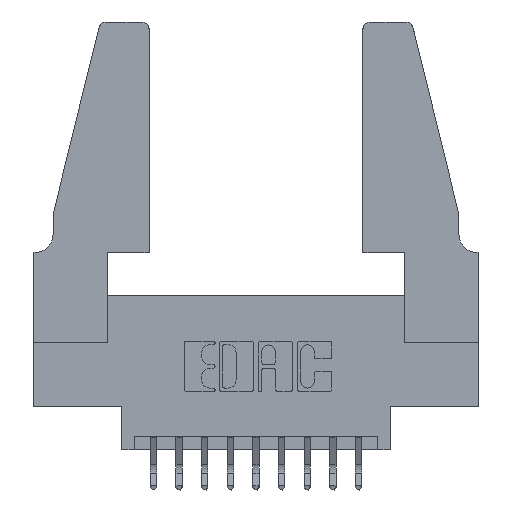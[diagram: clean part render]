
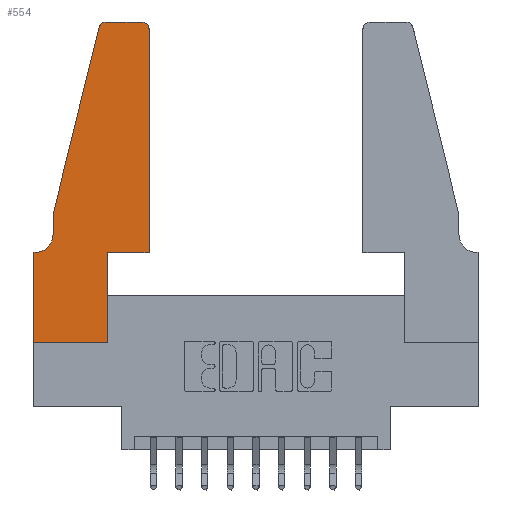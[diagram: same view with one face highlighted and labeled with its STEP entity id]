
A CAD part, top view. The second image highlights one B-rep face of the part: STEP entity #554.
In plain terms, the highlighted planar face has unit normal (0, 0, 1).
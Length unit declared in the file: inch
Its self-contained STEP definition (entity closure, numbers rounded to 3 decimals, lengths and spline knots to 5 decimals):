
#106 = EDGE_CURVE ( 'NONE', #4559, #12121, #1972, .T. ) ;
#162 = CARTESIAN_POINT ( 'NONE',  ( 0.4505, 1.22, 0.37 ) ) ;
#182 = PLANE ( 'NONE',  #3493 ) ;
#430 = DIRECTION ( 'NONE',  ( 0., -1., 0. ) ) ;
#442 = CARTESIAN_POINT ( 'NONE',  ( 0.4505, 0.35, 0.37 ) ) ;
#554 = ADVANCED_FACE ( 'NONE', ( #1624 ), #182, .T. ) ;
#796 = DIRECTION ( 'NONE',  ( 1., 0., 0. ) ) ;
#866 = CARTESIAN_POINT ( 'NONE',  ( 0.4505, 0.35, 0.37 ) ) ;
#991 = ORIENTED_EDGE ( 'NONE', *, *, #2810, .T. ) ;
#993 = DIRECTION ( 'NONE',  ( 0., -1., 0. ) ) ;
#1068 = CARTESIAN_POINT ( 'NONE',  ( 0.0055, 0.35, 0.37 ) ) ;
#1079 = DIRECTION ( 'NONE',  ( -1., 0., 0. ) ) ;
#1547 = LINE ( 'NONE', #5417, #3098 ) ;
#1558 = VECTOR ( 'NONE', #6473, 39.37008 ) ;
#1567 = CARTESIAN_POINT ( 'NONE',  ( 0.4505, 0.35, 0.37 ) ) ;
#1624 = FACE_OUTER_BOUND ( 'NONE', #4901, .T. ) ;
#1768 = VERTEX_POINT ( 'NONE', #5311 ) ;
#1972 = CIRCLE ( 'NONE', #9869, 0.07 ) ;
#2048 = VECTOR ( 'NONE', #6603, 39.37008 ) ;
#2204 = LINE ( 'NONE', #6642, #2048 ) ;
#2260 = EDGE_CURVE ( 'NONE', #11142, #7207, #8127, .T. ) ;
#2474 = CARTESIAN_POINT ( 'NONE',  ( 0.0755, 0.42, 0.37 ) ) ;
#2507 = CARTESIAN_POINT ( 'NONE',  ( 0.0055, 0.42, 0.37 ) ) ;
#2559 = VERTEX_POINT ( 'NONE', #4456 ) ;
#2585 = EDGE_CURVE ( 'NONE', #13371, #8723, #1547, .T. ) ;
#2696 = LINE ( 'NONE', #10508, #3533 ) ;
#2810 = EDGE_CURVE ( 'NONE', #11490, #4559, #12206, .T. ) ;
#2827 = ORIENTED_EDGE ( 'NONE', *, *, #2260, .T. ) ;
#2941 = EDGE_CURVE ( 'NONE', #8723, #11142, #7765, .T. ) ;
#3098 = VECTOR ( 'NONE', #10909, 39.37008 ) ;
#3099 = DIRECTION ( 'NONE',  ( -0.239, -0.971, 0. ) ) ;
#3104 = CIRCLE ( 'NONE', #5008, 0.03 ) ;
#3484 = CARTESIAN_POINT ( 'NONE',  ( 0., 0.35, 0.37 ) ) ;
#3493 = AXIS2_PLACEMENT_3D ( 'NONE', #3484, #5592, #5639 ) ;
#3522 = VECTOR ( 'NONE', #796, 39.37008 ) ;
#3533 = VECTOR ( 'NONE', #3099, 39.37008 ) ;
#4035 = ORIENTED_EDGE ( 'NONE', *, *, #2941, .T. ) ;
#4052 = EDGE_CURVE ( 'NONE', #1768, #11490, #2696, .T. ) ;
#4456 = CARTESIAN_POINT ( 'NONE',  ( 0.284, 1.25, 0.37 ) ) ;
#4559 = VERTEX_POINT ( 'NONE', #2474 ) ;
#4596 = LINE ( 'NONE', #5415, #10348 ) ;
#4752 = EDGE_CURVE ( 'NONE', #7161, #9031, #13166, .T. ) ;
#4835 = ORIENTED_EDGE ( 'NONE', *, *, #4052, .T. ) ;
#4901 = EDGE_LOOP ( 'NONE', ( #7797, #13856, #4835, #991, #5940, #12261, #8340, #7415, #6559, #4035, #2827, #11970 ) ) ;
#4985 = CIRCLE ( 'NONE', #7418, 0.03 ) ;
#5003 = EDGE_CURVE ( 'NONE', #7207, #6067, #4985, .T. ) ;
#5008 = AXIS2_PLACEMENT_3D ( 'NONE', #11829, #9726, #11732 ) ;
#5311 = CARTESIAN_POINT ( 'NONE',  ( 0.25487, 1.22718, 0.37 ) ) ;
#5415 = CARTESIAN_POINT ( 'NONE',  ( 0.2605, 1.25, 0.37 ) ) ;
#5417 = CARTESIAN_POINT ( 'NONE',  ( 0.2865, 0.35, 0.37 ) ) ;
#5592 = DIRECTION ( 'NONE',  ( 0., 0., 1. ) ) ;
#5639 = DIRECTION ( 'NONE',  ( 1., 0., 0. ) ) ;
#5742 = DIRECTION ( 'NONE',  ( 0., 0., -1. ) ) ;
#5940 = ORIENTED_EDGE ( 'NONE', *, *, #106, .T. ) ;
#6067 = VERTEX_POINT ( 'NONE', #8416 ) ;
#6442 = VECTOR ( 'NONE', #13342, 39.37008 ) ;
#6473 = DIRECTION ( 'NONE',  ( 0., 1., 0. ) ) ;
#6559 = ORIENTED_EDGE ( 'NONE', *, *, #2585, .T. ) ;
#6603 = DIRECTION ( 'NONE',  ( -1., 0., 0. ) ) ;
#6642 = CARTESIAN_POINT ( 'NONE',  ( 0.0755, 0.35, 0.37 ) ) ;
#6667 = EDGE_CURVE ( 'NONE', #6067, #2559, #4596, .T. ) ;
#6846 = DIRECTION ( 'NONE',  ( -1., 0., 0. ) ) ;
#6932 = CARTESIAN_POINT ( 'NONE',  ( 0., 0., 0.37 ) ) ;
#7161 = VERTEX_POINT ( 'NONE', #13950 ) ;
#7207 = VERTEX_POINT ( 'NONE', #162 ) ;
#7415 = ORIENTED_EDGE ( 'NONE', *, *, #11992, .T. ) ;
#7418 = AXIS2_PLACEMENT_3D ( 'NONE', #9607, #11747, #10683 ) ;
#7765 = LINE ( 'NONE', #1567, #6442 ) ;
#7797 = ORIENTED_EDGE ( 'NONE', *, *, #6667, .T. ) ;
#7867 = VECTOR ( 'NONE', #430, 39.37008 ) ;
#7990 = CARTESIAN_POINT ( 'NONE',  ( 0., 0., 0.37 ) ) ;
#8045 = EDGE_CURVE ( 'NONE', #2559, #1768, #3104, .T. ) ;
#8127 = LINE ( 'NONE', #866, #1558 ) ;
#8340 = ORIENTED_EDGE ( 'NONE', *, *, #4752, .T. ) ;
#8416 = CARTESIAN_POINT ( 'NONE',  ( 0.4205, 1.25, 0.37 ) ) ;
#8723 = VERTEX_POINT ( 'NONE', #11902 ) ;
#9031 = VERTEX_POINT ( 'NONE', #6932 ) ;
#9308 = VECTOR ( 'NONE', #993, 39.37008 ) ;
#9426 = LINE ( 'NONE', #11596, #3522 ) ;
#9607 = CARTESIAN_POINT ( 'NONE',  ( 0.4205, 1.22, 0.37 ) ) ;
#9697 = CARTESIAN_POINT ( 'NONE',  ( 0.0755, 0.5, 0.37 ) ) ;
#9726 = DIRECTION ( 'NONE',  ( 0., 0., 1. ) ) ;
#9816 = EDGE_CURVE ( 'NONE', #12121, #7161, #2204, .T. ) ;
#9869 = AXIS2_PLACEMENT_3D ( 'NONE', #2507, #5742, #6846 ) ;
#10348 = VECTOR ( 'NONE', #1079, 39.37008 ) ;
#10508 = CARTESIAN_POINT ( 'NONE',  ( 0.0755, 0.5, 0.37 ) ) ;
#10683 = DIRECTION ( 'NONE',  ( 1., 0., 0. ) ) ;
#10909 = DIRECTION ( 'NONE',  ( 0., 1., 0. ) ) ;
#11142 = VERTEX_POINT ( 'NONE', #442 ) ;
#11490 = VERTEX_POINT ( 'NONE', #9697 ) ;
#11596 = CARTESIAN_POINT ( 'NONE',  ( 0., 0., 0.37 ) ) ;
#11732 = DIRECTION ( 'NONE',  ( 1., 0., 0. ) ) ;
#11747 = DIRECTION ( 'NONE',  ( 0., 0., 1. ) ) ;
#11829 = CARTESIAN_POINT ( 'NONE',  ( 0.284, 1.22, 0.37 ) ) ;
#11902 = CARTESIAN_POINT ( 'NONE',  ( 0.2865, 0.35, 0.37 ) ) ;
#11970 = ORIENTED_EDGE ( 'NONE', *, *, #5003, .T. ) ;
#11992 = EDGE_CURVE ( 'NONE', #9031, #13371, #9426, .T. ) ;
#12121 = VERTEX_POINT ( 'NONE', #1068 ) ;
#12206 = LINE ( 'NONE', #13974, #9308 ) ;
#12261 = ORIENTED_EDGE ( 'NONE', *, *, #9816, .T. ) ;
#13124 = CARTESIAN_POINT ( 'NONE',  ( 0.2865, 0., 0.37 ) ) ;
#13166 = LINE ( 'NONE', #7990, #7867 ) ;
#13342 = DIRECTION ( 'NONE',  ( 1., 0., 0. ) ) ;
#13371 = VERTEX_POINT ( 'NONE', #13124 ) ;
#13856 = ORIENTED_EDGE ( 'NONE', *, *, #8045, .T. ) ;
#13950 = CARTESIAN_POINT ( 'NONE',  ( 0., 0.35, 0.37 ) ) ;
#13974 = CARTESIAN_POINT ( 'NONE',  ( 0.0755, 0.5, 0.37 ) ) ;
